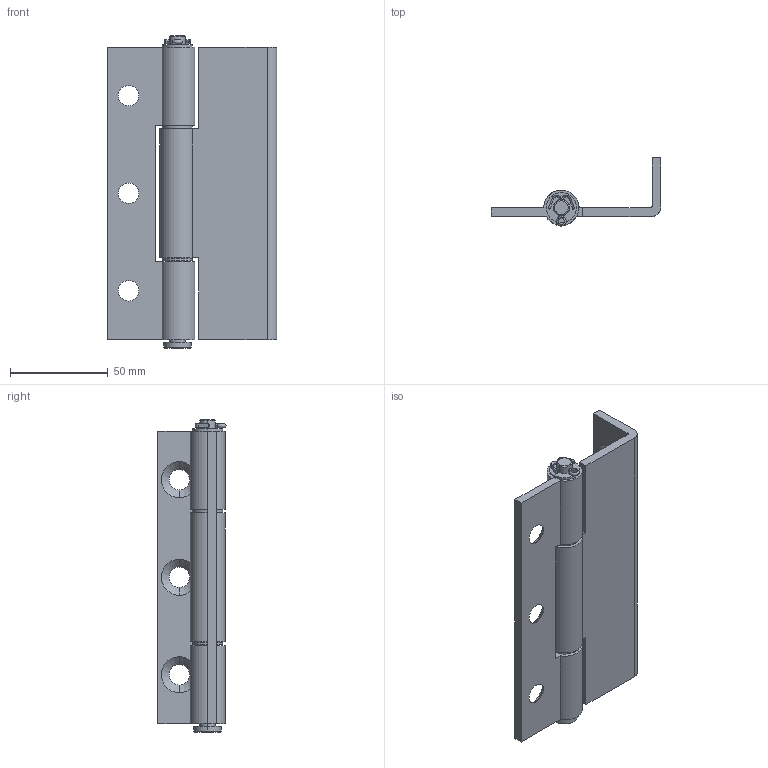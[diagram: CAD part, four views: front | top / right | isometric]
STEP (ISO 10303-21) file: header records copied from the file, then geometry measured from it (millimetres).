
FILE_DESCRIPTION (( 'STEP AP203' ), '1' );
FILE_NAME ('Žº‰ª•ÏŠ·.STEP', '2012-04-23T07:53:05', ( '' ), ( '' ), 'SwSTEP 2.0', 'SolidWorks 2011', '' );
FILE_SCHEMA (( 'CONFIG_CONTROL_DESIGN' ));
Length unit declared in the file: millimetre
Products named in the file (6): B-810-2羽根A_; B-810-2羽根B_; B-810-2シャフト_; 平ワッシャーM8小型丸4; 室岡変換; 妱傝僺儞丂屇傃4_L=15庢晅忬懺冇10幉
Assembly tree (7 placements, depth 2):
  室岡変換
    B-810-2羽根A_
    妱傝僺儞丂屇傃4_L=15庢晅忬懺冇10幉
    平ワッシャーM8小型丸4  x3
    B-810-2羽根B_
    B-810-2シャフト_
Bounding box: 87 x 34.99 x 160 mm (x, y, z)
Volume: 93758.8 mm3; surface area: 48606.4 mm2
Topology: 7 solids, 7 shells, 115 faces, 264 edges, 164 vertices
Faces by surface type: cylinder 54, plane 34, cone 14, torus 13
Entity records: 3748 total; most frequent: DIRECTION 584, CARTESIAN_POINT 569, ORIENTED_EDGE 480, EDGE_CURVE 240, AXIS2_PLACEMENT_3D 235, VERTEX_POINT 148, EDGE_LOOP 126, CIRCLE 122
